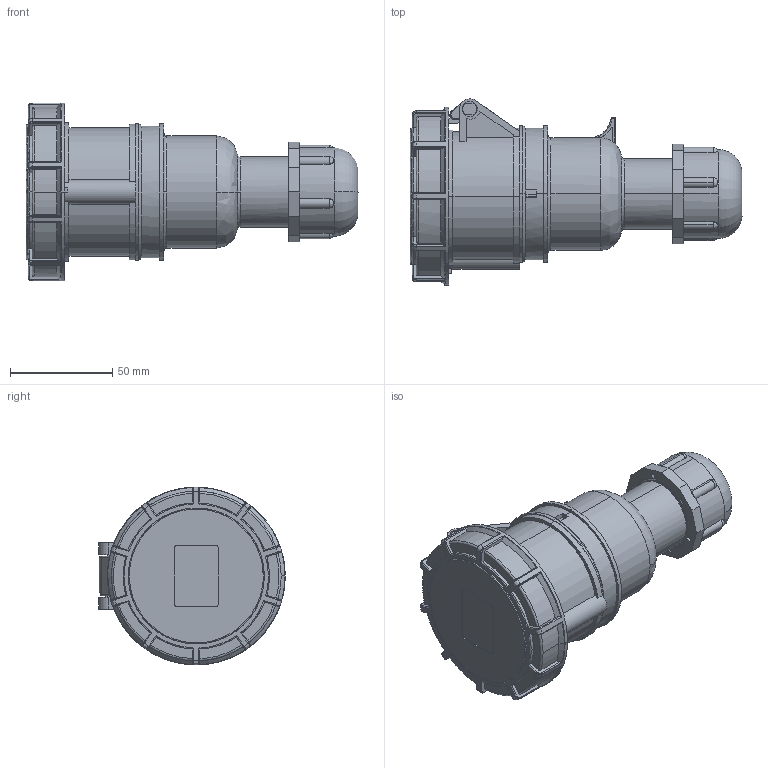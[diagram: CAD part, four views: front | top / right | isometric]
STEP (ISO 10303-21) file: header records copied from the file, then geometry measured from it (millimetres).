
FILE_DESCRIPTION (( 'STEP AP214' ), '1' );
FILE_NAME ('DEP2-2152.STEP', '2025-01-05T06:19:00', ( '' ), ( '' ), 'SwSTEP 2.0', 'SolidWorks 2022', '' );
FILE_SCHEMA (( 'AUTOMOTIVE_DESIGN' ));
Length unit declared in the file: millimetre
Products named in the file (1): DEP2-2152
Bounding box: 162.4 x 91.2 x 87 mm (x, y, z)
Surface area: 62526.2 mm2 (no closed solid volume)
Topology: 0 solids, 29 shells, 605 faces, 2154 edges, 1536 vertices
Faces by surface type: cylinder 225, plane 195, bspline 166, cone 17, torus 2
Entity records: 42629 total; most frequent: CARTESIAN_POINT 19957, ORIENTED_EDGE 3505, DIRECTION 2617, EDGE_CURVE 2136, VERTEX_POINT 1536, AXIS2_PLACEMENT_3D 873, LINE 871, VECTOR 871
